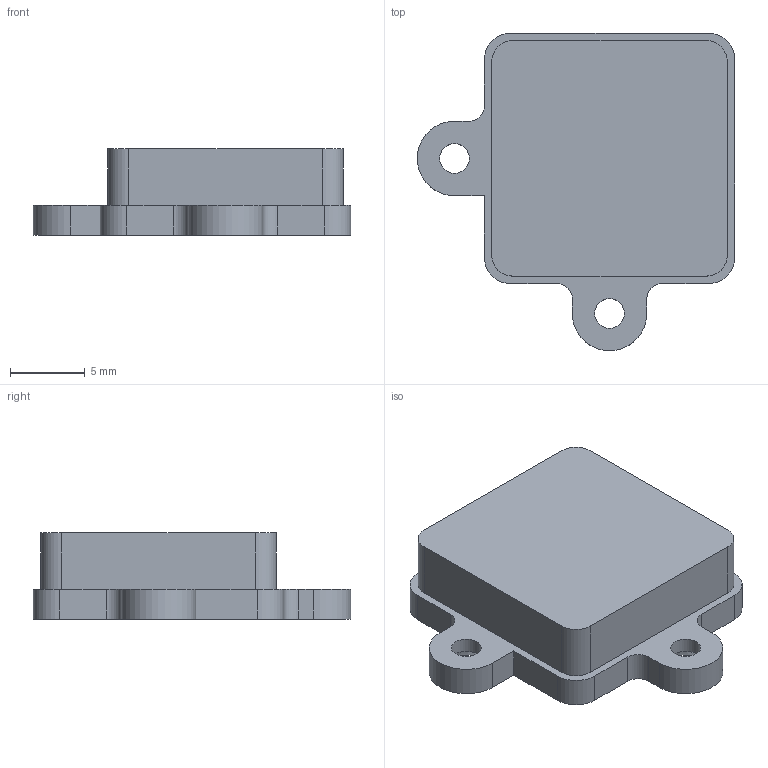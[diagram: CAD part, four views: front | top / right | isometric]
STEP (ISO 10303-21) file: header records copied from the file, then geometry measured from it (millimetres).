
FILE_DESCRIPTION(/* description */ (''),/* implementation_level */ '2;1');
FILE_NAME(/* name */ 'Serendipity Blank badge (flared).step',/* time_stamp */ '2022-11-11T15:38:59+02:00',/* author */ (''),/* organization */ (''),/* preprocessor_version */ 'ST-DEVELOPER v19.2',/* originating_system */ 'Autodesk Translation Framework v11.17.0.187',/* authorisation */ '');
FILE_SCHEMA (('AUTOMOTIVE_DESIGN { 1 0 10303 214 3 1 1 }'));
Length unit declared in the file: millimetre
Products named in the file (2): Serendipity_Badge; Component2
Assembly tree (1 placements, depth 2):
  Serendipity_Badge
    Component2
Bounding box: 21.3 x 21.3 x 5.8 mm (x, y, z)
Volume: 1560.9 mm3; surface area: 1031.6 mm2
Topology: 1 solids, 1 shells, 34 faces, 93 edges, 62 vertices
Faces by surface type: plane 17, cylinder 15, cone 2
Full cylindrical faces by diameter (mm): 2 x2
Entity records: 1159 total; most frequent: DIRECTION 201, CARTESIAN_POINT 192, ORIENTED_EDGE 186, EDGE_CURVE 93, AXIS2_PLACEMENT_3D 71, VERTEX_POINT 62, LINE 59, VECTOR 59
